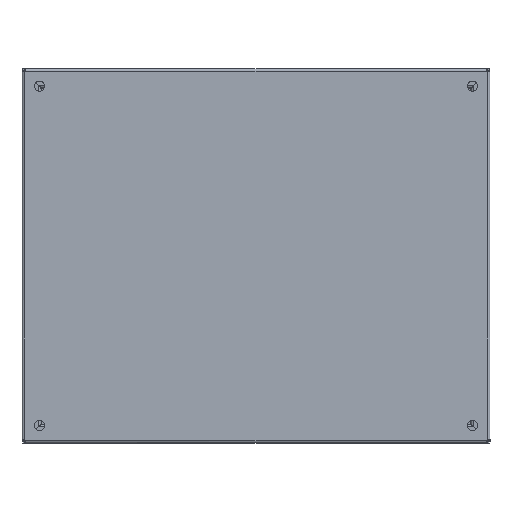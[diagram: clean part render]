
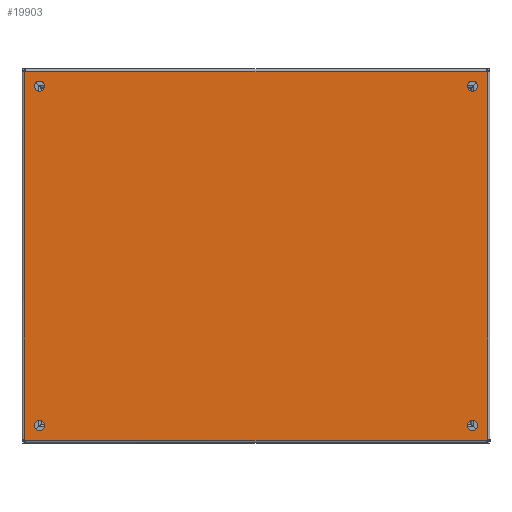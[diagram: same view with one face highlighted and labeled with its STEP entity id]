
A CAD part, top view. The second image highlights one B-rep face of the part: STEP entity #19903.
In plain terms, the highlighted face is planar.
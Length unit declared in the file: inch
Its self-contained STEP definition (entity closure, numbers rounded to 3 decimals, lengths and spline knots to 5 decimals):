
#15014=CARTESIAN_POINT('',(0.53125,0.75,0.0));
#15015=VERTEX_POINT('',#15014);
#15016=CARTESIAN_POINT('',(0.75,0.75,0.0));
#15017=DIRECTION('',(0.0,0.0,1.0));
#15018=DIRECTION('',(1.0,0.0,0.0));
#15019=AXIS2_PLACEMENT_3D('',#15016,#15017,#15018);
#15020=CIRCLE('',#15019,0.21875);
#15021=EDGE_CURVE('',#15015,#15015,#15020,.T.);
#15042=CARTESIAN_POINT('',(19.03125,0.75,0.0));
#15043=VERTEX_POINT('',#15042);
#15044=CARTESIAN_POINT('',(19.25,0.75,0.0));
#15045=DIRECTION('',(0.0,0.0,1.0));
#15046=DIRECTION('',(1.0,0.0,0.0));
#15047=AXIS2_PLACEMENT_3D('',#15044,#15045,#15046);
#15048=CIRCLE('',#15047,0.21875);
#15049=EDGE_CURVE('',#15043,#15043,#15048,.T.);
#15070=CARTESIAN_POINT('',(0.53125,15.25,0.0));
#15071=VERTEX_POINT('',#15070);
#15072=CARTESIAN_POINT('',(0.75,15.25,0.0));
#15073=DIRECTION('',(0.0,0.0,1.0));
#15074=DIRECTION('',(1.0,0.0,0.0));
#15075=AXIS2_PLACEMENT_3D('',#15072,#15073,#15074);
#15076=CIRCLE('',#15075,0.21875);
#15077=EDGE_CURVE('',#15071,#15071,#15076,.T.);
#15098=CARTESIAN_POINT('',(19.03125,15.25,0.0));
#15099=VERTEX_POINT('',#15098);
#15100=CARTESIAN_POINT('',(19.25,15.25,0.0));
#15101=DIRECTION('',(0.0,0.0,1.0));
#15102=DIRECTION('',(1.0,0.0,0.0));
#15103=AXIS2_PLACEMENT_3D('',#15100,#15101,#15102);
#15104=CIRCLE('',#15103,0.21875);
#15105=EDGE_CURVE('',#15099,#15099,#15104,.T.);
#18681=CARTESIAN_POINT('',(19.89475,15.88277,0.0));
#18682=VERTEX_POINT('',#18681);
#18779=CARTESIAN_POINT('',(19.89475,0.11723,0.0));
#18780=VERTEX_POINT('',#18779);
#18823=CARTESIAN_POINT('',(19.89475,15.88277,0.0));
#18824=DIRECTION('',(0.0,-1.0,0.0));
#18825=VECTOR('',#18824,15.76553);
#18826=LINE('',#18823,#18825);
#18827=EDGE_CURVE('',#18682,#18780,#18826,.T.);
#18998=CARTESIAN_POINT('',(0.11723,15.89475,0.0));
#18999=VERTEX_POINT('',#18998);
#19096=CARTESIAN_POINT('',(19.88277,15.89475,0.0));
#19097=VERTEX_POINT('',#19096);
#19140=CARTESIAN_POINT('',(0.11723,15.89475,0.0));
#19141=DIRECTION('',(1.0,0.0,0.0));
#19142=VECTOR('',#19141,19.76553);
#19143=LINE('',#19140,#19142);
#19144=EDGE_CURVE('',#18999,#19097,#19143,.T.);
#19311=CARTESIAN_POINT('',(0.10525,0.11723,0.0));
#19312=VERTEX_POINT('',#19311);
#19409=CARTESIAN_POINT('',(0.10525,15.88277,0.0));
#19410=VERTEX_POINT('',#19409);
#19453=CARTESIAN_POINT('',(0.10525,0.11723,0.0));
#19454=DIRECTION('',(0.0,1.0,0.0));
#19455=VECTOR('',#19454,15.76553);
#19456=LINE('',#19453,#19455);
#19457=EDGE_CURVE('',#19312,#19410,#19456,.T.);
#19624=CARTESIAN_POINT('',(19.88277,0.10525,0.0));
#19625=VERTEX_POINT('',#19624);
#19680=CARTESIAN_POINT('',(0.11723,0.10525,0.0));
#19681=VERTEX_POINT('',#19680);
#19695=CARTESIAN_POINT('',(19.88277,0.10525,0.0));
#19696=DIRECTION('',(-1.0,0.0,0.0));
#19697=VECTOR('',#19696,19.76553);
#19698=LINE('',#19695,#19697);
#19699=EDGE_CURVE('',#19625,#19681,#19698,.T.);
#19790=CARTESIAN_POINT('',(0.06211,0.06211,0.0));
#19791=DIRECTION('',(0.0,0.0,1.0));
#19792=DIRECTION('',(1.0,0.0,0.0));
#19793=AXIS2_PLACEMENT_3D('',#19790,#19791,#19792);
#19794=CIRCLE('',#19793,0.07);
#19795=EDGE_CURVE('',#19681,#19312,#19794,.T.);
#19852=CARTESIAN_POINT('',(19.93789,0.06211,0.0));
#19853=DIRECTION('',(0.0,0.0,1.0));
#19854=DIRECTION('',(1.0,0.0,0.0));
#19855=AXIS2_PLACEMENT_3D('',#19852,#19853,#19854);
#19856=CIRCLE('',#19855,0.07);
#19857=EDGE_CURVE('',#18780,#19625,#19856,.T.);
#19864=CARTESIAN_POINT('',(10.0,8.0,0.0));
#19865=DIRECTION('',(0.0,0.0,1.0));
#19866=DIRECTION('',(1.0,0.0,0.0));
#19867=AXIS2_PLACEMENT_3D('',#19864,#19865,#19866);
#19868=PLANE('',#19867);
#19869=ORIENTED_EDGE('',*,*,#19699,.T.);
#19870=ORIENTED_EDGE('',*,*,#19795,.T.);
#19871=ORIENTED_EDGE('',*,*,#19457,.T.);
#19872=CARTESIAN_POINT('',(0.06211,15.93789,0.0));
#19873=DIRECTION('',(0.0,0.0,1.0));
#19874=DIRECTION('',(1.0,0.0,0.0));
#19875=AXIS2_PLACEMENT_3D('',#19872,#19873,#19874);
#19876=CIRCLE('',#19875,0.07);
#19877=EDGE_CURVE('',#19410,#18999,#19876,.T.);
#19878=ORIENTED_EDGE('',*,*,#19877,.T.);
#19879=ORIENTED_EDGE('',*,*,#19144,.T.);
#19880=CARTESIAN_POINT('',(19.93789,15.93789,0.0));
#19881=DIRECTION('',(0.0,0.0,1.0));
#19882=DIRECTION('',(1.0,0.0,0.0));
#19883=AXIS2_PLACEMENT_3D('',#19880,#19881,#19882);
#19884=CIRCLE('',#19883,0.07);
#19885=EDGE_CURVE('',#19097,#18682,#19884,.T.);
#19886=ORIENTED_EDGE('',*,*,#19885,.T.);
#19887=ORIENTED_EDGE('',*,*,#18827,.T.);
#19888=ORIENTED_EDGE('',*,*,#19857,.T.);
#19889=EDGE_LOOP('',(#19869,#19870,#19871,#19878,#19879,#19886,#19887,#19888));
#19890=FACE_OUTER_BOUND('',#19889,.T.);
#19891=ORIENTED_EDGE('',*,*,#15021,.T.);
#19892=EDGE_LOOP('',(#19891));
#19893=FACE_BOUND('',#19892,.T.);
#19894=ORIENTED_EDGE('',*,*,#15049,.T.);
#19895=EDGE_LOOP('',(#19894));
#19896=FACE_BOUND('',#19895,.T.);
#19897=ORIENTED_EDGE('',*,*,#15077,.T.);
#19898=EDGE_LOOP('',(#19897));
#19899=FACE_BOUND('',#19898,.T.);
#19900=ORIENTED_EDGE('',*,*,#15105,.T.);
#19901=EDGE_LOOP('',(#19900));
#19902=FACE_BOUND('',#19901,.T.);
#19903=ADVANCED_FACE('',(#19890,#19893,#19896,#19899,#19902),#19868,.F.);
